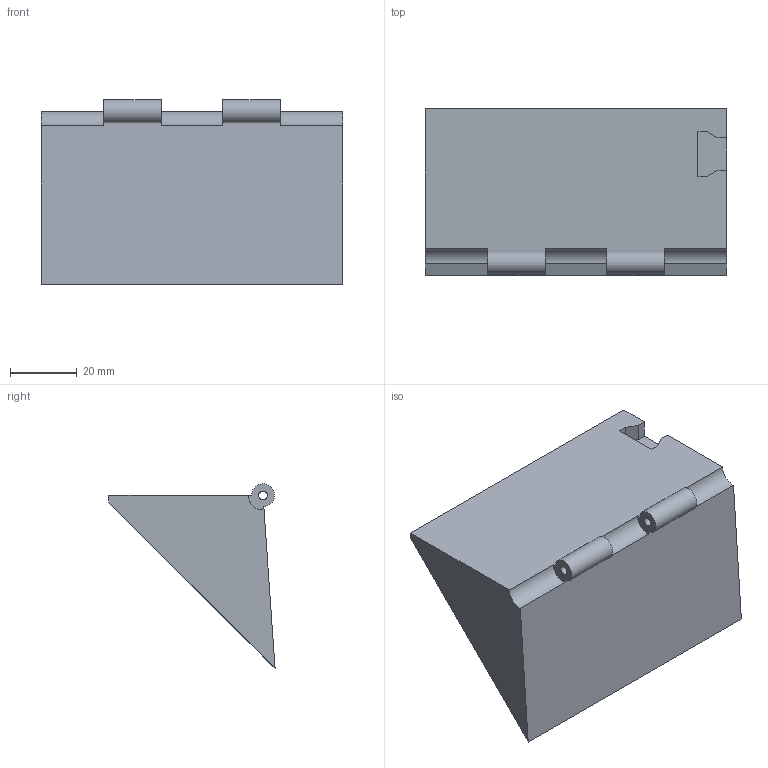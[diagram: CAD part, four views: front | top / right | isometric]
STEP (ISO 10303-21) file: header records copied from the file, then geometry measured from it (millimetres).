
FILE_DESCRIPTION(('FreeCAD Model'),'2;1');
FILE_NAME('Open CASCADE Shape Model','2022-06-01T13:40:19',('Author'),( ''),'Open CASCADE STEP processor 7.5','FreeCAD','Unknown');
FILE_SCHEMA(('AUTOMOTIVE_DESIGN { 1 0 10303 214 1 1 1 1 }'));
Length unit declared in the file: millimetre
Products named in the file (2): fanSupFixe; fanSupFixBdy
Assembly tree (1 placements, depth 2):
  fanSupFixe
    fanSupFixBdy
Bounding box: 90 x 49.61 x 55.06 mm (x, y, z)
Volume: 47640.3 mm3; surface area: 22125.2 mm2
Topology: 1 solids, 1 shells, 38 faces, 93 edges, 62 vertices
Faces by surface type: plane 27, cylinder 11
Full cylindrical faces by diameter (mm): 2.6 x2, 4 x4
Entity records: 2408 total; most frequent: CARTESIAN_POINT 441, DIRECTION 371, LINE 235, VECTOR 235, ORIENTED_EDGE 186, PCURVE 186, DEFINITIONAL_REPRESENTATION 186, EDGE_CURVE 93
